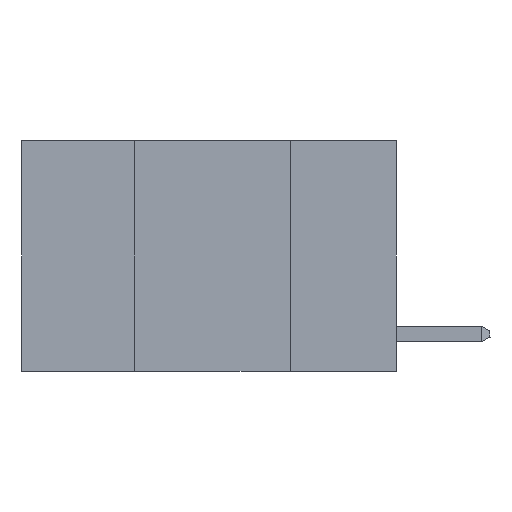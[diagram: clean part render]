
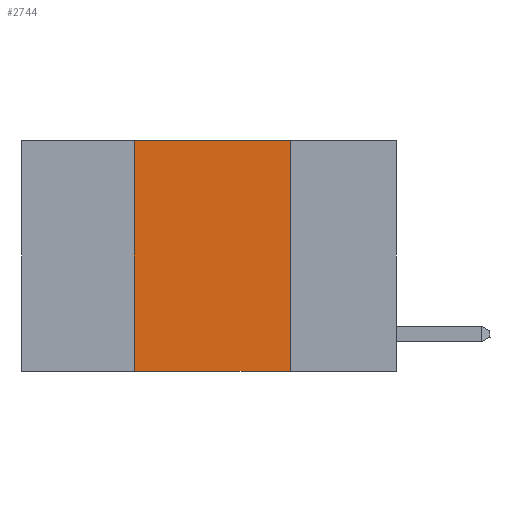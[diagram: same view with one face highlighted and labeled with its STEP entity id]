
A CAD part, left-side view. The second image highlights one B-rep face of the part: STEP entity #2744.
In plain terms, the highlighted planar face has unit normal (-1, 0, 0).
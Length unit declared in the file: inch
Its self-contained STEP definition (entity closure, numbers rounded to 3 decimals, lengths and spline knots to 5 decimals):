
#527 = DIRECTION ( 'NONE',  ( 0., 0., -1. ) ) ;
#698 = VERTEX_POINT ( 'NONE', #19778 ) ;
#1521 = VECTOR ( 'NONE', #21204, 39.37008 ) ;
#2744 = ADVANCED_FACE ( 'NONE', ( #23963 ), #22719, .F. ) ;
#2856 = CARTESIAN_POINT ( 'NONE',  ( 0., 0.6, -0.37 ) ) ;
#3418 = EDGE_CURVE ( 'NONE', #15832, #11138, #14393, .T. ) ;
#4122 = LINE ( 'NONE', #2856, #14580 ) ;
#5355 = EDGE_CURVE ( 'NONE', #11138, #698, #15753, .T. ) ;
#5446 = EDGE_CURVE ( 'NONE', #15832, #16737, #4122, .T. ) ;
#6049 = CARTESIAN_POINT ( 'NONE',  ( 0., 0.6, 0. ) ) ;
#7227 = CARTESIAN_POINT ( 'NONE',  ( 0., 0.42, 0. ) ) ;
#7339 = ORIENTED_EDGE ( 'NONE', *, *, #3418, .F. ) ;
#10144 = CARTESIAN_POINT ( 'NONE',  ( 0., 0.6, 0. ) ) ;
#11118 = ORIENTED_EDGE ( 'NONE', *, *, #12118, .F. ) ;
#11138 = VERTEX_POINT ( 'NONE', #7227 ) ;
#11631 = DIRECTION ( 'NONE',  ( 1., 0., 0. ) ) ;
#12118 = EDGE_CURVE ( 'NONE', #698, #16737, #16212, .T. ) ;
#13808 = VECTOR ( 'NONE', #14054, 39.37008 ) ;
#14054 = DIRECTION ( 'NONE',  ( 0., 0., 1. ) ) ;
#14393 = LINE ( 'NONE', #19562, #13808 ) ;
#14505 = AXIS2_PLACEMENT_3D ( 'NONE', #6049, #11631, #527 ) ;
#14580 = VECTOR ( 'NONE', #17767, 39.37008 ) ;
#15660 = EDGE_LOOP ( 'NONE', ( #11118, #16056, #7339, #17211 ) ) ;
#15753 = LINE ( 'NONE', #10144, #1521 ) ;
#15832 = VERTEX_POINT ( 'NONE', #20488 ) ;
#16056 = ORIENTED_EDGE ( 'NONE', *, *, #5355, .F. ) ;
#16212 = LINE ( 'NONE', #19595, #20528 ) ;
#16737 = VERTEX_POINT ( 'NONE', #22261 ) ;
#17211 = ORIENTED_EDGE ( 'NONE', *, *, #5446, .T. ) ;
#17767 = DIRECTION ( 'NONE',  ( 0., -1., 0. ) ) ;
#19562 = CARTESIAN_POINT ( 'NONE',  ( 0., 0.42, 0. ) ) ;
#19595 = CARTESIAN_POINT ( 'NONE',  ( 0., 0.17, 0. ) ) ;
#19778 = CARTESIAN_POINT ( 'NONE',  ( 0., 0.17, 0. ) ) ;
#20488 = CARTESIAN_POINT ( 'NONE',  ( 0., 0.42, -0.37 ) ) ;
#20528 = VECTOR ( 'NONE', #21424, 39.37008 ) ;
#21204 = DIRECTION ( 'NONE',  ( 0., -1., 0. ) ) ;
#21424 = DIRECTION ( 'NONE',  ( 0., 0., -1. ) ) ;
#22261 = CARTESIAN_POINT ( 'NONE',  ( 0., 0.17, -0.37 ) ) ;
#22719 = PLANE ( 'NONE',  #14505 ) ;
#23963 = FACE_OUTER_BOUND ( 'NONE', #15660, .T. ) ;
